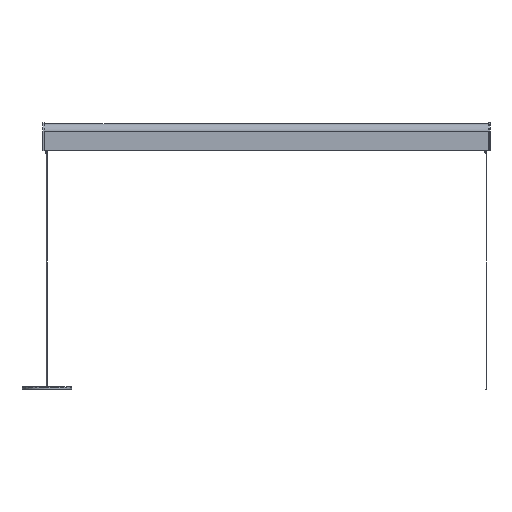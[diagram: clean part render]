
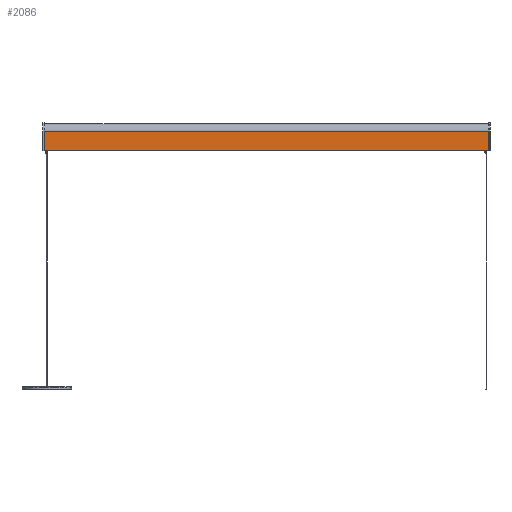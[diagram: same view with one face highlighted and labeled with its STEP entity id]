
A CAD part, front view. The second image highlights one B-rep face of the part: STEP entity #2086.
In plain terms, the highlighted planar face has unit normal (0, -1, 0).
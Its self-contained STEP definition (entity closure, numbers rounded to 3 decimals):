
#460=LINE('',#11455,#977);
#461=LINE('',#11458,#978);
#462=LINE('',#11460,#979);
#463=LINE('',#11462,#980);
#977=VECTOR('',#9178,1.);
#978=VECTOR('',#9179,1.);
#979=VECTOR('',#9180,1.);
#980=VECTOR('',#9181,1.);
#1536=PLANE('',#8141);
#1691=FACE_OUTER_BOUND('',#3025,.T.);
#2086=ADVANCED_FACE('',(#1691),#1536,.F.);
#3025=EDGE_LOOP('',(#3689,#3690,#3691,#3692));
#3689=ORIENTED_EDGE('',*,*,#6578,.F.);
#3690=ORIENTED_EDGE('',*,*,#6579,.T.);
#3691=ORIENTED_EDGE('',*,*,#6580,.T.);
#3692=ORIENTED_EDGE('',*,*,#6581,.F.);
#5839=VERTEX_POINT('',#11456);
#5840=VERTEX_POINT('',#11457);
#5841=VERTEX_POINT('',#11459);
#5842=VERTEX_POINT('',#11461);
#6578=EDGE_CURVE('',#5839,#5840,#460,.T.);
#6579=EDGE_CURVE('',#5839,#5841,#461,.T.);
#6580=EDGE_CURVE('',#5841,#5842,#462,.T.);
#6581=EDGE_CURVE('',#5840,#5842,#463,.T.);
#8141=AXIS2_PLACEMENT_3D('',#11463,#9182,#9183);
#9178=DIRECTION('',(0.,0.,-1.));
#9179=DIRECTION('',(-1.,0.,0.));
#9180=DIRECTION('',(0.,0.,-1.));
#9181=DIRECTION('',(-1.,0.,0.));
#9182=DIRECTION('',(0.,1.,0.));
#9183=DIRECTION('',(0.,0.,1.));
#11455=CARTESIAN_POINT('',(1139.,-19.685,13.02));
#11456=CARTESIAN_POINT('',(1139.,-19.685,13.02));
#11457=CARTESIAN_POINT('',(1139.,-19.685,-36.644));
#11458=CARTESIAN_POINT('',(3810.,-19.685,13.02));
#11459=CARTESIAN_POINT('',(0.,-19.685,13.02));
#11460=CARTESIAN_POINT('',(0.,-19.685,13.02));
#11461=CARTESIAN_POINT('',(0.,-19.685,-36.644));
#11462=CARTESIAN_POINT('',(3810.,-19.685,-36.644));
#11463=CARTESIAN_POINT('',(3810.,-19.685,13.02));
